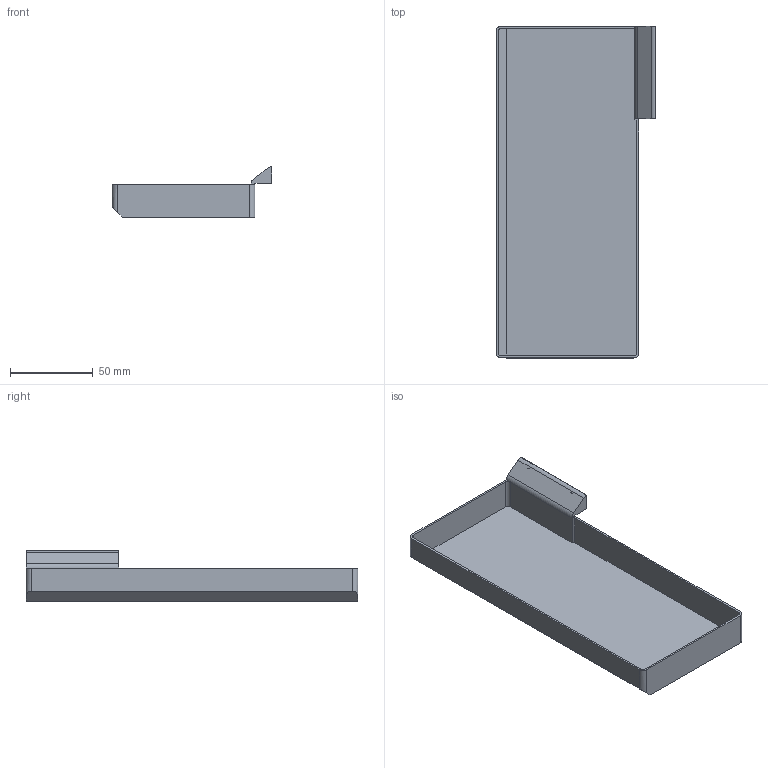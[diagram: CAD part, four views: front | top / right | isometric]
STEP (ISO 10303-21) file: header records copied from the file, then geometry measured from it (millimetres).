
FILE_DESCRIPTION(/* description */ (''),/* implementation_level */ '2;1');
FILE_NAME(/* name */ '',/* time_stamp */ '2024-08-17T23:44:39+08:00',/* author */ (''),/* organization */ (''),/* preprocessor_version */ 'ST-DEVELOPER v20',/* originating_system */ 'Autodesk Translation Framework v13.14.0.145',/* authorisation */ '');
FILE_SCHEMA (('AUTOMOTIVE_DESIGN { 1 0 10303 214 3 1 1 }'));
Length unit declared in the file: millimetre
Products named in the file (1): 100
Bounding box: 96.2 x 200 x 30.4 mm (x, y, z)
Volume: 44128.2 mm3; surface area: 56932.7 mm2
Topology: 1 solids, 1 shells, 34 faces, 89 edges, 59 vertices
Faces by surface type: plane 22, cylinder 11, torus 1
Full cylindrical faces by diameter (mm): 6.2 x2
Entity records: 1090 total; most frequent: CARTESIAN_POINT 192, DIRECTION 183, ORIENTED_EDGE 178, EDGE_CURVE 89, LINE 63, VECTOR 63, AXIS2_PLACEMENT_3D 60, VERTEX_POINT 59
